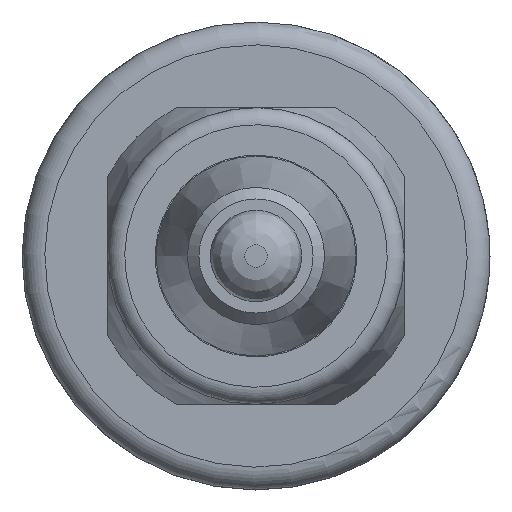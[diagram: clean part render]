
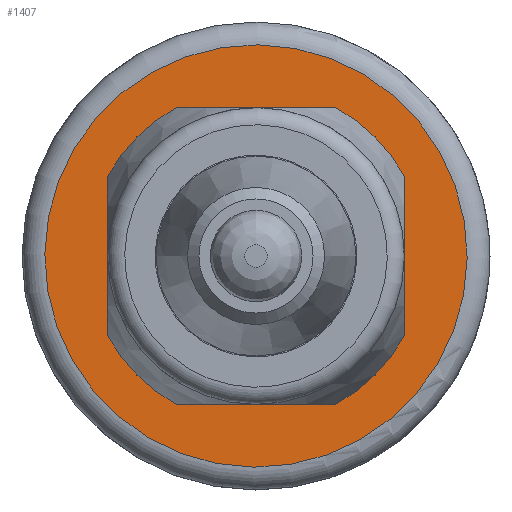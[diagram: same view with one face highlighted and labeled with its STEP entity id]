
A CAD part, left-side view. The second image highlights one B-rep face of the part: STEP entity #1407.
In plain terms, the highlighted planar face has unit normal (-1, 0, 0).
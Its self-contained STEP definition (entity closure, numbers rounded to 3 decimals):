
#32=FACE_BOUND('',#217,.T.);
#49=PLANE('',#1585);
#129=FACE_OUTER_BOUND('',#216,.T.);
#216=EDGE_LOOP('',(#1129));
#217=EDGE_LOOP('',(#1130));
#537=CIRCLE('',#1583,3.7);
#539=CIRCLE('',#1586,2.6);
#664=VERTEX_POINT('',#2399);
#665=VERTEX_POINT('',#2403);
#837=EDGE_CURVE('',#664,#664,#537,.T.);
#839=EDGE_CURVE('',#665,#665,#539,.T.);
#1129=ORIENTED_EDGE('',*,*,#837,.T.);
#1130=ORIENTED_EDGE('',*,*,#839,.F.);
#1407=ADVANCED_FACE('',(#129,#32),#49,.T.);
#1583=AXIS2_PLACEMENT_3D('',#2400,#1941,#1942);
#1585=AXIS2_PLACEMENT_3D('',#2402,#1945,#1946);
#1586=AXIS2_PLACEMENT_3D('',#2404,#1947,#1948);
#1941=DIRECTION('center_axis',(-1.,0.,0.));
#1942=DIRECTION('ref_axis',(0.,0.01,-1.));
#1945=DIRECTION('center_axis',(-1.,0.,0.));
#1946=DIRECTION('ref_axis',(0.,0.,-1.));
#1947=DIRECTION('center_axis',(-1.,0.,0.));
#1948=DIRECTION('ref_axis',(0.,0.,1.));
#2399=CARTESIAN_POINT('',(0.,0.039,-3.7));
#2400=CARTESIAN_POINT('Origin',(0.,0.,0.));
#2402=CARTESIAN_POINT('Origin',(0.,0.,0.));
#2403=CARTESIAN_POINT('',(0.,0.,2.6));
#2404=CARTESIAN_POINT('Origin',(0.,0.,0.));
